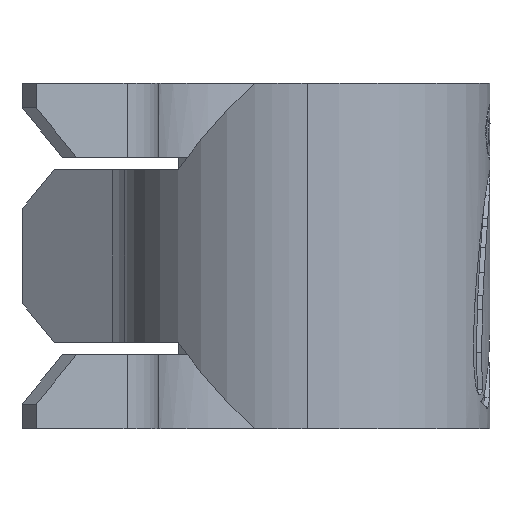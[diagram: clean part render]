
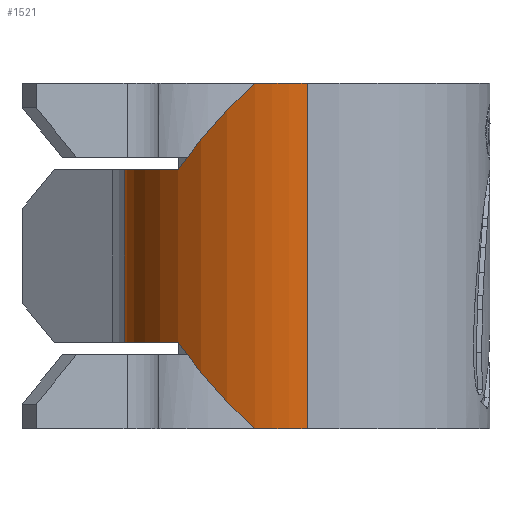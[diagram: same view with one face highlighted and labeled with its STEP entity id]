
A CAD part, left-side view. The second image highlights one B-rep face of the part: STEP entity #1521.
In plain terms, the highlighted cylindrical face has radius 3.7 mm (diameter 7.4 mm), a partial arc.
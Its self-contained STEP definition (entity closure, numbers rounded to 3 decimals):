
#20 = CIRCLE ( 'NONE', #3176, 3.7 ) ;
#86 = ORIENTED_EDGE ( 'NONE', *, *, #2047, .F. ) ;
#101 = EDGE_CURVE ( 'NONE', #499, #1598, #811, .T. ) ;
#151 = VERTEX_POINT ( 'NONE', #4253 ) ;
#246 = AXIS2_PLACEMENT_3D ( 'NONE', #3150, #4812, #4037 ) ;
#271 = AXIS2_PLACEMENT_3D ( 'NONE', #3915, #5167, #4349 ) ;
#274 = CARTESIAN_POINT ( 'NONE',  ( -3.7, 0., 3.5 ) ) ;
#324 = DIRECTION ( 'NONE',  ( 0., 0., 1. ) ) ;
#434 = CARTESIAN_POINT ( 'NONE',  ( -2.616, 2.616, 1.75 ) ) ;
#499 = VERTEX_POINT ( 'NONE', #1309 ) ;
#628 = ORIENTED_EDGE ( 'NONE', *, *, #4390, .F. ) ;
#718 = EDGE_CURVE ( 'NONE', #4519, #4072, #20, .T. ) ;
#811 = CIRCLE ( 'NONE', #3885, 3.7 ) ;
#865 = AXIS2_PLACEMENT_3D ( 'NONE', #1569, #2783, #1953 ) ;
#919 = CARTESIAN_POINT ( 'NONE',  ( -2.616, 2.616, -1.75 ) ) ;
#956 = CIRCLE ( 'NONE', #865, 3.7 ) ;
#1067 = FACE_OUTER_BOUND ( 'NONE', #3955, .T. ) ;
#1175 = VERTEX_POINT ( 'NONE', #5275 ) ;
#1296 = ORIENTED_EDGE ( 'NONE', *, *, #101, .T. ) ;
#1309 = CARTESIAN_POINT ( 'NONE',  ( -3.543, 1.068, -3.5 ) ) ;
#1330 = EDGE_CURVE ( 'NONE', #1845, #1598, #4567, .T. ) ;
#1376 = CARTESIAN_POINT ( 'NONE',  ( -3.543, 1.068, -3.5 ) ) ;
#1395 = DIRECTION ( 'NONE',  ( 0., 0., 1. ) ) ;
#1458 = CARTESIAN_POINT ( 'NONE',  ( 1.044, 3.55, 1.75 ) ) ;
#1519 = EDGE_CURVE ( 'NONE', #4082, #499, #3027, .T. ) ;
#1521 = ADVANCED_FACE ( 'NONE', ( #1067 ), #3554, .T. ) ;
#1569 = CARTESIAN_POINT ( 'NONE',  ( 0., 0., -1.75 ) ) ;
#1598 = VERTEX_POINT ( 'NONE', #4058 ) ;
#1798 = ORIENTED_EDGE ( 'NONE', *, *, #1330, .F. ) ;
#1845 = VERTEX_POINT ( 'NONE', #4351 ) ;
#1953 = DIRECTION ( 'NONE',  ( -1., 0., 0. ) ) ;
#2047 = EDGE_CURVE ( 'NONE', #4082, #1175, #956, .T. ) ;
#2135 = EDGE_CURVE ( 'NONE', #4519, #1175, #4645, .T. ) ;
#2307 = CARTESIAN_POINT ( 'NONE',  ( -3.05, 2.182, -2.364 ) ) ;
#2572 = CARTESIAN_POINT ( 'NONE',  ( -3.365, 1.655, 2.959 ) ) ;
#2783 = DIRECTION ( 'NONE',  ( 0., 0., -1. ) ) ;
#2801 = DIRECTION ( 'NONE',  ( 0., 0., -1. ) ) ;
#2924 = CARTESIAN_POINT ( 'NONE',  ( 0., 0., -3.5 ) ) ;
#2975 = ORIENTED_EDGE ( 'NONE', *, *, #1519, .T. ) ;
#3017 = DIRECTION ( 'NONE',  ( 1., 0., 0. ) ) ;
#3027 =( BOUNDED_CURVE ( )  B_SPLINE_CURVE ( 3, ( #4469, #2307, #3582, #1376 ),
 .UNSPECIFIED., .F., .F. ) 
 B_SPLINE_CURVE_WITH_KNOTS ( ( 4, 4 ),
 ( 4.712, 5.205 ),
 .UNSPECIFIED. ) 
 CURVE ( )  GEOMETRIC_REPRESENTATION_ITEM ( )  RATIONAL_B_SPLINE_CURVE ( ( 1., 0.98, 0.98, 1. ) ) 
 REPRESENTATION_ITEM ( '' )  );
#3150 = CARTESIAN_POINT ( 'NONE',  ( 0., 0., 3.5 ) ) ;
#3176 = AXIS2_PLACEMENT_3D ( 'NONE', #3513, #1395, #3017 ) ;
#3257 = ORIENTED_EDGE ( 'NONE', *, *, #718, .F. ) ;
#3312 = DIRECTION ( 'NONE',  ( 1., 0., 0. ) ) ;
#3502 = ORIENTED_EDGE ( 'NONE', *, *, #2135, .T. ) ;
#3513 = CARTESIAN_POINT ( 'NONE',  ( 0., 0., 1.75 ) ) ;
#3554 = CYLINDRICAL_SURFACE ( 'NONE', #246, 3.7 ) ;
#3582 = CARTESIAN_POINT ( 'NONE',  ( -3.365, 1.655, -2.959 ) ) ;
#3767 =( BOUNDED_CURVE ( )  B_SPLINE_CURVE ( 3, ( #3854, #2572, #4321, #434 ),
 .UNSPECIFIED., .F., .F. ) 
 B_SPLINE_CURVE_WITH_KNOTS ( ( 4, 4 ),
 ( 4.22, 4.712 ),
 .UNSPECIFIED. ) 
 CURVE ( )  GEOMETRIC_REPRESENTATION_ITEM ( )  RATIONAL_B_SPLINE_CURVE ( ( 1., 0.98, 0.98, 1. ) ) 
 REPRESENTATION_ITEM ( '' )  );
#3793 = CARTESIAN_POINT ( 'NONE',  ( 1.044, 3.55, 3.5 ) ) ;
#3841 = VECTOR ( 'NONE', #2801, 1000. ) ;
#3854 = CARTESIAN_POINT ( 'NONE',  ( -3.543, 1.068, 3.5 ) ) ;
#3885 = AXIS2_PLACEMENT_3D ( 'NONE', #2924, #324, #3312 ) ;
#3915 = CARTESIAN_POINT ( 'NONE',  ( 0., 0., 3.5 ) ) ;
#3955 = EDGE_LOOP ( 'NONE', ( #1798, #628, #5413, #3257, #3502, #86, #2975, #1296 ) ) ;
#4037 = DIRECTION ( 'NONE',  ( -1., 0., 0. ) ) ;
#4042 = VECTOR ( 'NONE', #5504, 1000. ) ;
#4058 = CARTESIAN_POINT ( 'NONE',  ( -3.7, 0., -3.5 ) ) ;
#4072 = VERTEX_POINT ( 'NONE', #4828 ) ;
#4082 = VERTEX_POINT ( 'NONE', #919 ) ;
#4253 = CARTESIAN_POINT ( 'NONE',  ( -3.543, 1.068, 3.5 ) ) ;
#4321 = CARTESIAN_POINT ( 'NONE',  ( -3.05, 2.182, 2.364 ) ) ;
#4349 = DIRECTION ( 'NONE',  ( 1., 0., 0. ) ) ;
#4351 = CARTESIAN_POINT ( 'NONE',  ( -3.7, 0., 3.5 ) ) ;
#4390 = EDGE_CURVE ( 'NONE', #151, #1845, #4421, .T. ) ;
#4421 = CIRCLE ( 'NONE', #271, 3.7 ) ;
#4463 = EDGE_CURVE ( 'NONE', #151, #4072, #3767, .T. ) ;
#4469 = CARTESIAN_POINT ( 'NONE',  ( -2.616, 2.616, -1.75 ) ) ;
#4519 = VERTEX_POINT ( 'NONE', #1458 ) ;
#4567 = LINE ( 'NONE', #274, #3841 ) ;
#4645 = LINE ( 'NONE', #3793, #4042 ) ;
#4812 = DIRECTION ( 'NONE',  ( 0., 0., -1. ) ) ;
#4828 = CARTESIAN_POINT ( 'NONE',  ( -2.616, 2.616, 1.75 ) ) ;
#5167 = DIRECTION ( 'NONE',  ( 0., 0., 1. ) ) ;
#5275 = CARTESIAN_POINT ( 'NONE',  ( 1.044, 3.55, -1.75 ) ) ;
#5413 = ORIENTED_EDGE ( 'NONE', *, *, #4463, .T. ) ;
#5504 = DIRECTION ( 'NONE',  ( 0., 0., -1. ) ) ;
